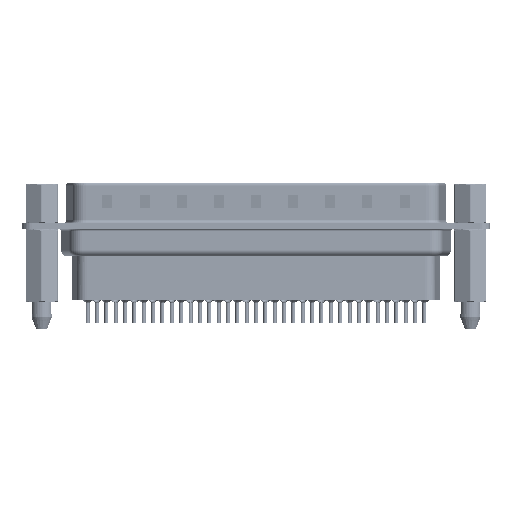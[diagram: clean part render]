
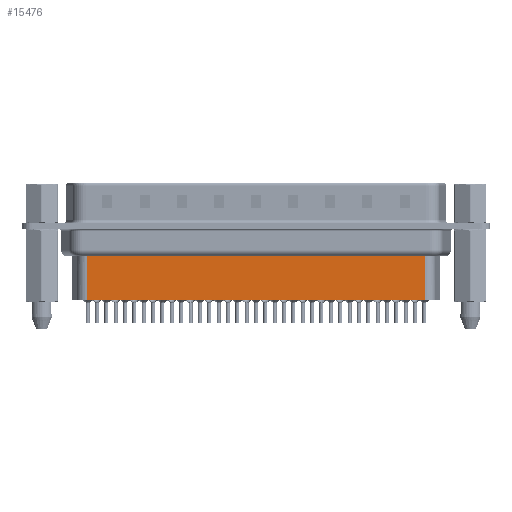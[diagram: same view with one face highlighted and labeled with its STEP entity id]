
A CAD part, front view. The second image highlights one B-rep face of the part: STEP entity #15476.
In plain terms, the highlighted planar face has unit normal (0, -1, 0).
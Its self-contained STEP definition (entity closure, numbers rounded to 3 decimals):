
#354 = CARTESIAN_POINT ( 'NONE',  ( 6.706, -3.5, -4.097 ) ) ;
#3661 = VERTEX_POINT ( 'NONE', #354 ) ;
#3952 = EDGE_CURVE ( 'NONE', #11483, #3661, #34330, .T. ) ;
#4069 = EDGE_CURVE ( 'NONE', #14119, #24330, #26802, .T. ) ;
#5396 = EDGE_LOOP ( 'NONE', ( #8071, #23240, #9704, #21953 ) ) ;
#6115 = CARTESIAN_POINT ( 'NONE',  ( 56.794, -3.5, -10.95 ) ) ;
#8028 = VECTOR ( 'NONE', #29504, 1000. ) ;
#8071 = ORIENTED_EDGE ( 'NONE', *, *, #14800, .F. ) ;
#8777 = DIRECTION ( 'NONE',  ( 0., 0., -1. ) ) ;
#9704 = ORIENTED_EDGE ( 'NONE', *, *, #33457, .T. ) ;
#11483 = VERTEX_POINT ( 'NONE', #33326 ) ;
#11626 = DIRECTION ( 'NONE',  ( 0., 0., -1. ) ) ;
#12486 = VECTOR ( 'NONE', #11626, 1000. ) ;
#12696 = AXIS2_PLACEMENT_3D ( 'NONE', #32734, #26967, #32357 ) ;
#13566 = DIRECTION ( 'NONE',  ( -1., 0., 0. ) ) ;
#14119 = VERTEX_POINT ( 'NONE', #6115 ) ;
#14716 = CARTESIAN_POINT ( 'NONE',  ( 56.794, -3.5, -3.1 ) ) ;
#14800 = EDGE_CURVE ( 'NONE', #11483, #14119, #31644, .T. ) ;
#15476 = ADVANCED_FACE ( 'NONE', ( #18303 ), #17932, .T. ) ;
#15972 = VECTOR ( 'NONE', #13566, 1000. ) ;
#17371 = CARTESIAN_POINT ( 'NONE',  ( 6.706, -3.5, -3.1 ) ) ;
#17932 = PLANE ( 'NONE',  #12696 ) ;
#18303 = FACE_OUTER_BOUND ( 'NONE', #5396, .T. ) ;
#21018 = LINE ( 'NONE', #17371, #12486 ) ;
#21953 = ORIENTED_EDGE ( 'NONE', *, *, #4069, .F. ) ;
#22763 = CARTESIAN_POINT ( 'NONE',  ( 6.459, -3.5, -4.097 ) ) ;
#23240 = ORIENTED_EDGE ( 'NONE', *, *, #3952, .T. ) ;
#24330 = VERTEX_POINT ( 'NONE', #28607 ) ;
#26802 = LINE ( 'NONE', #29311, #8028 ) ;
#26967 = DIRECTION ( 'NONE',  ( 0., -1., 0. ) ) ;
#28533 = VECTOR ( 'NONE', #8777, 1000. ) ;
#28607 = CARTESIAN_POINT ( 'NONE',  ( 6.706, -3.5, -10.95 ) ) ;
#29311 = CARTESIAN_POINT ( 'NONE',  ( 6.706, -3.5, -10.95 ) ) ;
#29504 = DIRECTION ( 'NONE',  ( -1., 0., 0. ) ) ;
#31644 = LINE ( 'NONE', #14716, #28533 ) ;
#32357 = DIRECTION ( 'NONE',  ( 1., 0., 0. ) ) ;
#32734 = CARTESIAN_POINT ( 'NONE',  ( 6.706, -3.5, -3.1 ) ) ;
#33326 = CARTESIAN_POINT ( 'NONE',  ( 56.794, -3.5, -4.097 ) ) ;
#33457 = EDGE_CURVE ( 'NONE', #3661, #24330, #21018, .T. ) ;
#34330 = LINE ( 'NONE', #22763, #15972 ) ;
